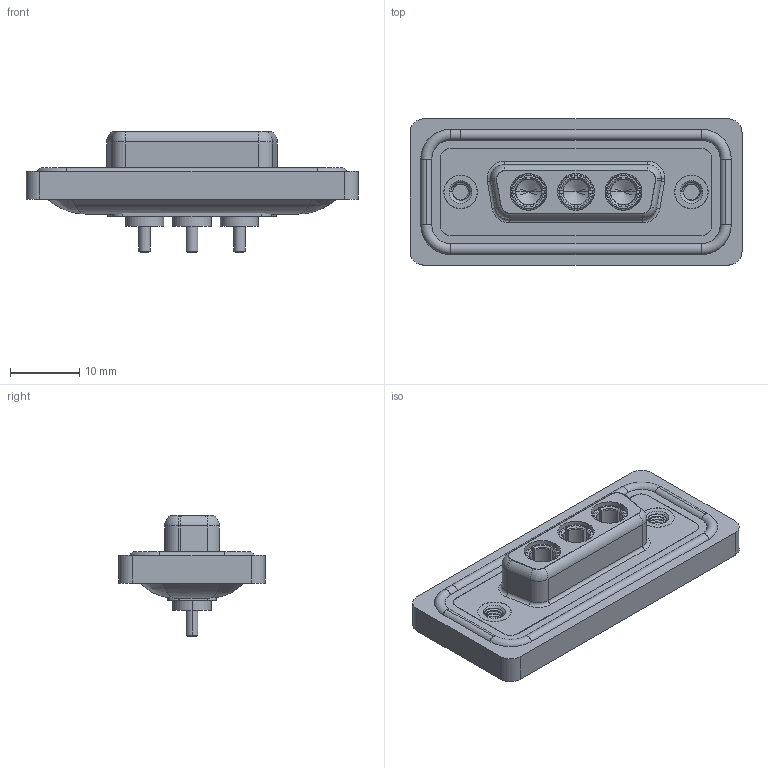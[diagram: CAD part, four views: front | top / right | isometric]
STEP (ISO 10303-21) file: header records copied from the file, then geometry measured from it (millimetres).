
FILE_DESCRIPTION (( 'STEP AP203' ), '1' );
FILE_NAME ('628W3W3-324-1NA.STEP', '2024-03-22T14:48:29', ( '' ), ( '' ), 'SwSTEP 2.0', 'SolidWorks 2023', '' );
FILE_SCHEMA (( 'CONFIG_CONTROL_DESIGN' ));
Length unit declared in the file: millimetre
Products named in the file (7): 628W3W3-324-1NA; 628Combo Threaded Rivet_A; 628Combo Shell Front_15 Contacts; 628Combo Housing_3W3; Power Socket_10A S; 628Combo Shell Rear_15 Contacts; 628Combo Waterproof Housing_15 Contacts
Assembly tree (9 placements, depth 2):
  628W3W3-324-1NA
    628Combo Housing_3W3
    628Combo Waterproof Housing_15 Contacts
    628Combo Shell Front_15 Contacts
    628Combo Shell Rear_15 Contacts
    628Combo Threaded Rivet_A  x2
    Power Socket_10A S  x3
Bounding box: 47.9 x 21.1 x 17.55 mm (x, y, z)
Volume: 5983.9 mm3; surface area: 9698.2 mm2
Topology: 13 solids, 13 shells, 606 faces, 1539 edges, 975 vertices
Faces by surface type: cylinder 259, plane 192, torus 83, cone 59, bspline 13
Entity records: 16143 total; most frequent: CARTESIAN_POINT 4783, DIRECTION 2319, ORIENTED_EDGE 2170, EDGE_CURVE 1085, AXIS2_PLACEMENT_3D 927, VERTEX_POINT 687, CIRCLE 487, EDGE_LOOP 480
